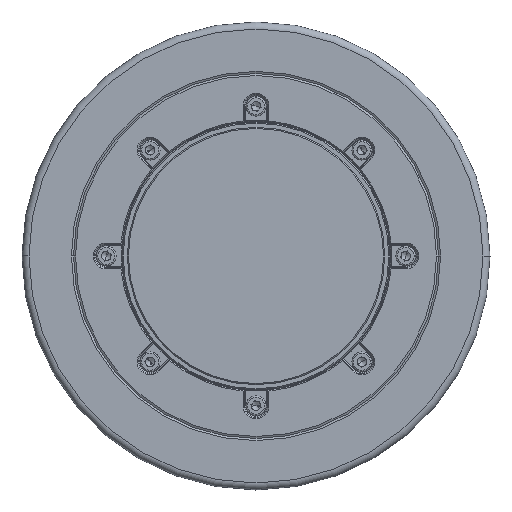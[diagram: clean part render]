
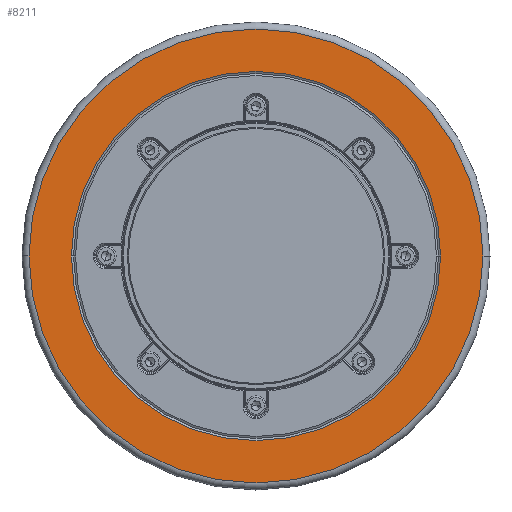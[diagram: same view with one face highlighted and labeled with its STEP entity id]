
A CAD part, left-side view. The second image highlights one B-rep face of the part: STEP entity #8211.
In plain terms, the highlighted face is planar.
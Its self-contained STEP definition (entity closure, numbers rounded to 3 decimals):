
#230 = CIRCLE ( 'NONE', #8190, 78.866 ) ;
#568 = EDGE_CURVE ( 'NONE', #13485, #1067, #5520, .T. ) ;
#610 = DIRECTION ( 'NONE',  ( 0., 0., 1. ) ) ;
#803 = EDGE_LOOP ( 'NONE', ( #15069, #9142 ) ) ;
#1067 = VERTEX_POINT ( 'NONE', #11723 ) ;
#1673 = PLANE ( 'NONE',  #7742 ) ;
#3573 = AXIS2_PLACEMENT_3D ( 'NONE', #11944, #18594, #16975 ) ;
#4608 = CARTESIAN_POINT ( 'NONE',  ( 55., 0., 97. ) ) ;
#5393 = EDGE_LOOP ( 'NONE', ( #18940, #13591 ) ) ;
#5520 = CIRCLE ( 'NONE', #12797, 78.866 ) ;
#5649 = CARTESIAN_POINT ( 'NONE',  ( 55., 0., -78.866 ) ) ;
#6418 = AXIS2_PLACEMENT_3D ( 'NONE', #10152, #15060, #6457 ) ;
#6457 = DIRECTION ( 'NONE',  ( 0., 0., 1. ) ) ;
#7742 = AXIS2_PLACEMENT_3D ( 'NONE', #9724, #14939, #14717 ) ;
#8082 = FACE_OUTER_BOUND ( 'NONE', #803, .T. ) ;
#8190 = AXIS2_PLACEMENT_3D ( 'NONE', #12115, #8860, #610 ) ;
#8211 = ADVANCED_FACE ( 'NONE', ( #8082, #18413 ), #1673, .F. ) ;
#8860 = DIRECTION ( 'NONE',  ( -1., 0., 0. ) ) ;
#9142 = ORIENTED_EDGE ( 'NONE', *, *, #16370, .F. ) ;
#9358 = VERTEX_POINT ( 'NONE', #4608 ) ;
#9724 = CARTESIAN_POINT ( 'NONE',  ( 55., 97., 0. ) ) ;
#10152 = CARTESIAN_POINT ( 'NONE',  ( 55., 0., 0. ) ) ;
#11723 = CARTESIAN_POINT ( 'NONE',  ( 55., 0., 78.866 ) ) ;
#11944 = CARTESIAN_POINT ( 'NONE',  ( 55., 0., 0. ) ) ;
#12115 = CARTESIAN_POINT ( 'NONE',  ( 55., 0., 0. ) ) ;
#12182 = DIRECTION ( 'NONE',  ( -1., 0., 0. ) ) ;
#12797 = AXIS2_PLACEMENT_3D ( 'NONE', #17089, #12182, #15577 ) ;
#13481 = EDGE_CURVE ( 'NONE', #9358, #19945, #17810, .T. ) ;
#13485 = VERTEX_POINT ( 'NONE', #5649 ) ;
#13591 = ORIENTED_EDGE ( 'NONE', *, *, #17881, .T. ) ;
#14717 = DIRECTION ( 'NONE',  ( 0., 0., 1. ) ) ;
#14939 = DIRECTION ( 'NONE',  ( -1., 0., 0. ) ) ;
#15060 = DIRECTION ( 'NONE',  ( -1., 0., 0. ) ) ;
#15069 = ORIENTED_EDGE ( 'NONE', *, *, #13481, .F. ) ;
#15577 = DIRECTION ( 'NONE',  ( 0., 0., 1. ) ) ;
#16370 = EDGE_CURVE ( 'NONE', #19945, #9358, #17189, .T. ) ;
#16975 = DIRECTION ( 'NONE',  ( 0., 0., 1. ) ) ;
#17089 = CARTESIAN_POINT ( 'NONE',  ( 55., 0., 0. ) ) ;
#17189 = CIRCLE ( 'NONE', #6418, 97. ) ;
#17734 = CARTESIAN_POINT ( 'NONE',  ( 55., 0., -97. ) ) ;
#17810 = CIRCLE ( 'NONE', #3573, 97. ) ;
#17881 = EDGE_CURVE ( 'NONE', #1067, #13485, #230, .T. ) ;
#18413 = FACE_BOUND ( 'NONE', #5393, .T. ) ;
#18594 = DIRECTION ( 'NONE',  ( -1., 0., 0. ) ) ;
#18940 = ORIENTED_EDGE ( 'NONE', *, *, #568, .T. ) ;
#19945 = VERTEX_POINT ( 'NONE', #17734 ) ;
